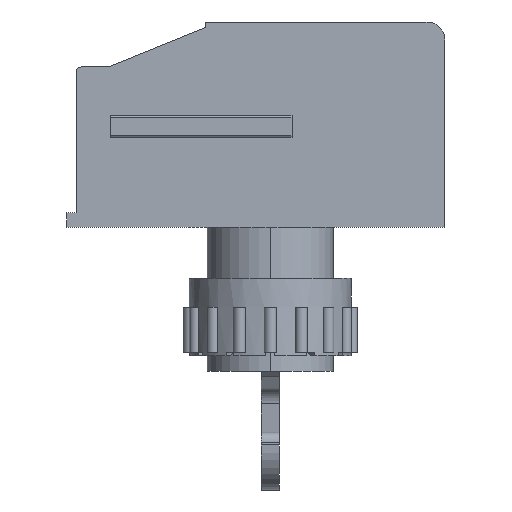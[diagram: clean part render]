
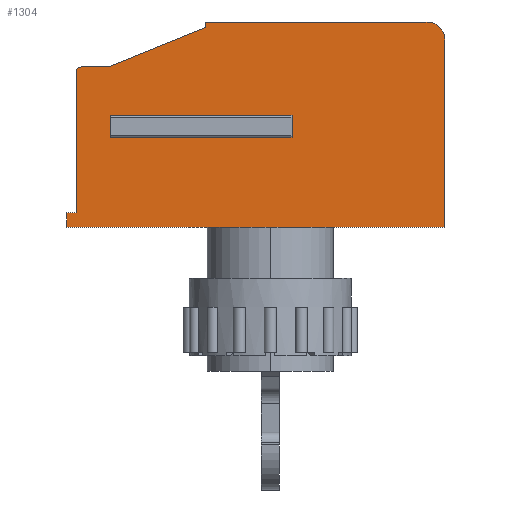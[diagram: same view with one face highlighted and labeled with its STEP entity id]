
A CAD part, left-side view. The second image highlights one B-rep face of the part: STEP entity #1304.
In plain terms, the highlighted planar face has unit normal (-1, 0, 0).
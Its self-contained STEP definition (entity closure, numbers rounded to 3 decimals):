
#1054=AXIS2_PLACEMENT_3D('Circle Axis2P3D',#1052,#1053,$) ;
#1201=AXIS2_PLACEMENT_3D('Circle Axis2P3D',#1199,#1200,$) ;
#1255=AXIS2_PLACEMENT_3D('Plane Axis2P3D',#1252,#1253,#1254) ;
#466=CARTESIAN_POINT('Vertex',(0.65,0.,14.6)) ;
#469=CARTESIAN_POINT('Line Origine',(0.65,10.5,14.6)) ;
#473=CARTESIAN_POINT('Vertex',(0.65,21.,14.6)) ;
#780=CARTESIAN_POINT('Vertex',(0.65,0.,25.)) ;
#783=CARTESIAN_POINT('Line Origine',(0.65,0.,19.8)) ;
#946=CARTESIAN_POINT('Vertex',(0.65,20.5,15.4)) ;
#949=CARTESIAN_POINT('Line Origine',(0.65,20.5,19.3)) ;
#953=CARTESIAN_POINT('Vertex',(0.65,20.5,23.2)) ;
#1049=CARTESIAN_POINT('Vertex',(0.65,1.,26.)) ;
#1052=CARTESIAN_POINT('Axis2P3D Location',(0.65,1.,25.)) ;
#1073=CARTESIAN_POINT('Vertex',(0.65,13.3,26.)) ;
#1076=CARTESIAN_POINT('Line Origine',(0.65,7.15,26.)) ;
#1131=CARTESIAN_POINT('Vertex',(0.65,13.3,25.7)) ;
#1134=CARTESIAN_POINT('Line Origine',(0.65,13.3,25.85)) ;
#1155=CARTESIAN_POINT('Vertex',(0.65,18.7,23.5)) ;
#1158=CARTESIAN_POINT('Line Origine',(0.65,16.,24.6)) ;
#1179=CARTESIAN_POINT('Vertex',(0.65,20.2,23.5)) ;
#1182=CARTESIAN_POINT('Line Origine',(0.65,19.45,23.5)) ;
#1199=CARTESIAN_POINT('Axis2P3D Location',(0.65,20.2,23.2)) ;
#1220=CARTESIAN_POINT('Vertex',(0.65,21.,15.4)) ;
#1223=CARTESIAN_POINT('Line Origine',(0.65,20.75,15.4)) ;
#1240=CARTESIAN_POINT('Line Origine',(0.65,21.,15.)) ;
#1252=CARTESIAN_POINT('Axis2P3D Location',(0.65,0.,0.)) ;
#1270=CARTESIAN_POINT('Line Origine',(0.65,8.5,20.2)) ;
#1274=CARTESIAN_POINT('Vertex',(0.65,8.5,20.51)) ;
#1276=CARTESIAN_POINT('Vertex',(0.65,8.5,19.89)) ;
#1279=CARTESIAN_POINT('Line Origine',(0.65,13.55,19.89)) ;
#1283=CARTESIAN_POINT('Vertex',(0.65,18.6,19.89)) ;
#1286=CARTESIAN_POINT('Line Origine',(0.65,18.6,20.2)) ;
#1290=CARTESIAN_POINT('Vertex',(0.65,18.6,20.51)) ;
#1293=CARTESIAN_POINT('Line Origine',(0.65,13.55,20.51)) ;
#470=DIRECTION('Vector Direction',(0.,1.,0.)) ;
#784=DIRECTION('Vector Direction',(0.,0.,-1.)) ;
#950=DIRECTION('Vector Direction',(0.,0.,1.)) ;
#1053=DIRECTION('Axis2P3D Direction',(-1.,0.,0.)) ;
#1077=DIRECTION('Vector Direction',(0.,-1.,0.)) ;
#1135=DIRECTION('Vector Direction',(0.,0.,1.)) ;
#1159=DIRECTION('Vector Direction',(0.,-0.926,0.377)) ;
#1183=DIRECTION('Vector Direction',(0.,-1.,0.)) ;
#1200=DIRECTION('Axis2P3D Direction',(-1.,0.,0.)) ;
#1224=DIRECTION('Vector Direction',(0.,-1.,0.)) ;
#1241=DIRECTION('Vector Direction',(0.,0.,1.)) ;
#1253=DIRECTION('Axis2P3D Direction',(-1.,0.,0.)) ;
#1254=DIRECTION('Axis2P3D XDirection',(0.,0.,1.)) ;
#1271=DIRECTION('Vector Direction',(0.,0.,1.)) ;
#1280=DIRECTION('Vector Direction',(0.,1.,0.)) ;
#1287=DIRECTION('Vector Direction',(0.,0.,1.)) ;
#1294=DIRECTION('Vector Direction',(0.,1.,0.)) ;
#471=VECTOR('Line Direction',#470,1.) ;
#785=VECTOR('Line Direction',#784,1.) ;
#951=VECTOR('Line Direction',#950,1.) ;
#1078=VECTOR('Line Direction',#1077,1.) ;
#1136=VECTOR('Line Direction',#1135,1.) ;
#1160=VECTOR('Line Direction',#1159,1.) ;
#1184=VECTOR('Line Direction',#1183,1.) ;
#1225=VECTOR('Line Direction',#1224,1.) ;
#1242=VECTOR('Line Direction',#1241,1.) ;
#1272=VECTOR('Line Direction',#1271,1.) ;
#1281=VECTOR('Line Direction',#1280,1.) ;
#1288=VECTOR('Line Direction',#1287,1.) ;
#1295=VECTOR('Line Direction',#1294,1.) ;
#1258=ORIENTED_EDGE('',*,*,#787,.T.) ;
#1259=ORIENTED_EDGE('',*,*,#1056,.T.) ;
#1260=ORIENTED_EDGE('',*,*,#1080,.T.) ;
#1261=ORIENTED_EDGE('',*,*,#1138,.T.) ;
#1262=ORIENTED_EDGE('',*,*,#1162,.T.) ;
#1263=ORIENTED_EDGE('',*,*,#1186,.T.) ;
#1264=ORIENTED_EDGE('',*,*,#1203,.T.) ;
#1265=ORIENTED_EDGE('',*,*,#955,.T.) ;
#1266=ORIENTED_EDGE('',*,*,#1227,.T.) ;
#1267=ORIENTED_EDGE('',*,*,#1244,.T.) ;
#1268=ORIENTED_EDGE('',*,*,#475,.T.) ;
#1299=ORIENTED_EDGE('',*,*,#1278,.T.) ;
#1300=ORIENTED_EDGE('',*,*,#1285,.T.) ;
#1301=ORIENTED_EDGE('',*,*,#1292,.F.) ;
#1302=ORIENTED_EDGE('',*,*,#1297,.F.) ;
#1303=FACE_BOUND('',#1298,.T.) ;
#1304=ADVANCED_FACE('GH-SMSE VWGK 4 SW_NAUO1',(#1269,#1303),#1256,.T.) ;
#1055=CIRCLE('generated circle',#1054,1.) ;
#1202=CIRCLE('generated circle',#1201,0.3) ;
#475=EDGE_CURVE('',#474,#467,#472,.F.) ;
#787=EDGE_CURVE('',#467,#781,#786,.F.) ;
#955=EDGE_CURVE('',#954,#947,#952,.F.) ;
#1056=EDGE_CURVE('',#781,#1050,#1055,.T.) ;
#1080=EDGE_CURVE('',#1050,#1074,#1079,.F.) ;
#1138=EDGE_CURVE('',#1074,#1132,#1137,.F.) ;
#1162=EDGE_CURVE('',#1132,#1156,#1161,.F.) ;
#1186=EDGE_CURVE('',#1156,#1180,#1185,.F.) ;
#1203=EDGE_CURVE('',#1180,#954,#1202,.T.) ;
#1227=EDGE_CURVE('',#947,#1221,#1226,.F.) ;
#1244=EDGE_CURVE('',#1221,#474,#1243,.F.) ;
#1278=EDGE_CURVE('',#1275,#1277,#1273,.F.) ;
#1285=EDGE_CURVE('',#1277,#1284,#1282,.T.) ;
#1292=EDGE_CURVE('',#1291,#1284,#1289,.F.) ;
#1297=EDGE_CURVE('',#1275,#1291,#1296,.T.) ;
#1257=EDGE_LOOP('',(#1258,#1259,#1260,#1261,#1262,#1263,#1264,#1265,#1266,#1267,#1268)) ;
#1298=EDGE_LOOP('',(#1299,#1300,#1301,#1302)) ;
#1269=FACE_OUTER_BOUND('',#1257,.T.) ;
#472=LINE('Line',#469,#471) ;
#786=LINE('Line',#783,#785) ;
#952=LINE('Line',#949,#951) ;
#1079=LINE('Line',#1076,#1078) ;
#1137=LINE('Line',#1134,#1136) ;
#1161=LINE('Line',#1158,#1160) ;
#1185=LINE('Line',#1182,#1184) ;
#1226=LINE('Line',#1223,#1225) ;
#1243=LINE('Line',#1240,#1242) ;
#1273=LINE('Line',#1270,#1272) ;
#1282=LINE('Line',#1279,#1281) ;
#1289=LINE('Line',#1286,#1288) ;
#1296=LINE('Line',#1293,#1295) ;
#1256=PLANE('',#1255) ;
#467=VERTEX_POINT('',#466) ;
#474=VERTEX_POINT('',#473) ;
#781=VERTEX_POINT('',#780) ;
#947=VERTEX_POINT('',#946) ;
#954=VERTEX_POINT('',#953) ;
#1050=VERTEX_POINT('',#1049) ;
#1074=VERTEX_POINT('',#1073) ;
#1132=VERTEX_POINT('',#1131) ;
#1156=VERTEX_POINT('',#1155) ;
#1180=VERTEX_POINT('',#1179) ;
#1221=VERTEX_POINT('',#1220) ;
#1275=VERTEX_POINT('',#1274) ;
#1277=VERTEX_POINT('',#1276) ;
#1284=VERTEX_POINT('',#1283) ;
#1291=VERTEX_POINT('',#1290) ;
